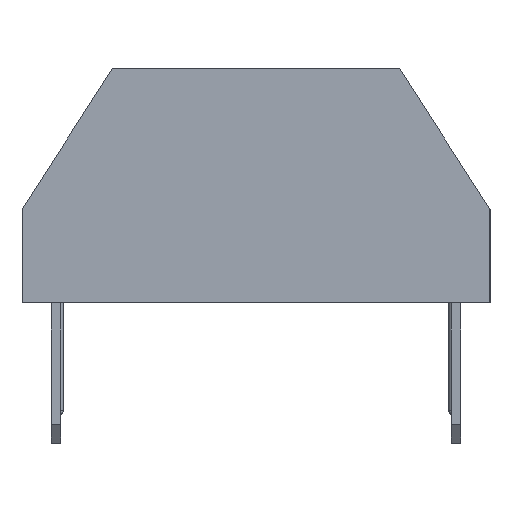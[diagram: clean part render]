
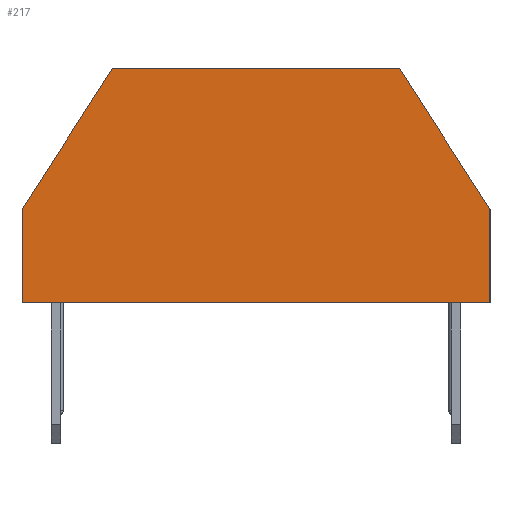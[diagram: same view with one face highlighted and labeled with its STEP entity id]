
A CAD part, left-side view. The second image highlights one B-rep face of the part: STEP entity #217.
In plain terms, the highlighted planar face has unit normal (-1, 0, 0).
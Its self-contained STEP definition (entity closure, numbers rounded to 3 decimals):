
#35=CARTESIAN_POINT('',(-15.24,-5.,-2.5));
#36=VERTEX_POINT('',#35);
#69=CARTESIAN_POINT('',(-15.24,-5.,-0.5));
#70=VERTEX_POINT('',#69);
#77=CARTESIAN_POINT('',(-15.24,-5.,-0.5));
#78=DIRECTION('',(0.,0.,-1.));
#79=VECTOR('',#78,2.);
#80=LINE('',#77,#79);
#81=EDGE_CURVE('',#70,#36,#80,.T.);
#138=CARTESIAN_POINT('',(-15.24,5.,-2.5));
#139=VERTEX_POINT('',#138);
#146=CARTESIAN_POINT('',(-15.24,5.,-0.5));
#147=VERTEX_POINT('',#146);
#148=CARTESIAN_POINT('',(-15.24,5.,-2.5));
#149=DIRECTION('',(0.,0.,1.));
#150=VECTOR('',#149,2.);
#151=LINE('',#148,#150);
#152=EDGE_CURVE('',#139,#147,#151,.T.);
#180=CARTESIAN_POINT('',(-15.24,0.,0.));
#181=DIRECTION('',(0.,-1.,0.));
#182=DIRECTION('',(-1.,0.,0.));
#183=AXIS2_PLACEMENT_3D('',#180,#182,#181);
#184=PLANE('',#183);
#185=CARTESIAN_POINT('',(-15.24,5.,-2.5));
#186=DIRECTION('',(0.,-1.,0.));
#187=VECTOR('',#186,10.);
#188=LINE('',#185,#187);
#189=EDGE_CURVE('',#139,#36,#188,.T.);
#190=ORIENTED_EDGE('',*,*,#189,.T.);
#191=ORIENTED_EDGE('',*,*,#81,.F.);
#192=CARTESIAN_POINT('',(-15.24,-3.07,2.5));
#193=VERTEX_POINT('',#192);
#194=CARTESIAN_POINT('',(-15.24,-5.,-0.5));
#195=DIRECTION('',(0.,0.541,0.841));
#196=VECTOR('',#195,3.567);
#197=LINE('',#194,#196);
#198=EDGE_CURVE('',#70,#193,#197,.T.);
#199=ORIENTED_EDGE('',*,*,#198,.T.);
#200=CARTESIAN_POINT('',(-15.24,3.07,2.5));
#201=VERTEX_POINT('',#200);
#202=CARTESIAN_POINT('',(-15.24,-3.07,2.5));
#203=DIRECTION('',(0.,1.,0.));
#204=VECTOR('',#203,6.14);
#205=LINE('',#202,#204);
#206=EDGE_CURVE('',#193,#201,#205,.T.);
#207=ORIENTED_EDGE('',*,*,#206,.T.);
#208=CARTESIAN_POINT('',(-15.24,3.07,2.5));
#209=DIRECTION('',(0.,0.541,-0.841));
#210=VECTOR('',#209,3.567);
#211=LINE('',#208,#210);
#212=EDGE_CURVE('',#201,#147,#211,.T.);
#213=ORIENTED_EDGE('',*,*,#212,.T.);
#214=ORIENTED_EDGE('',*,*,#152,.F.);
#215=EDGE_LOOP('',(#190,#191,#199,#207,#213,#214));
#216=FACE_OUTER_BOUND('',#215,.T.);
#217=ADVANCED_FACE('',(#216),#184,.T.);
